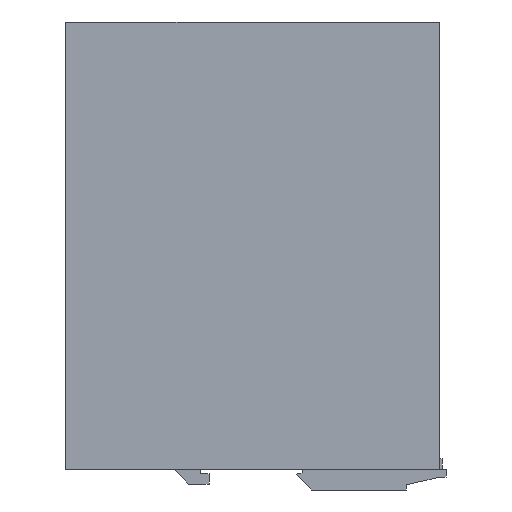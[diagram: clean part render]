
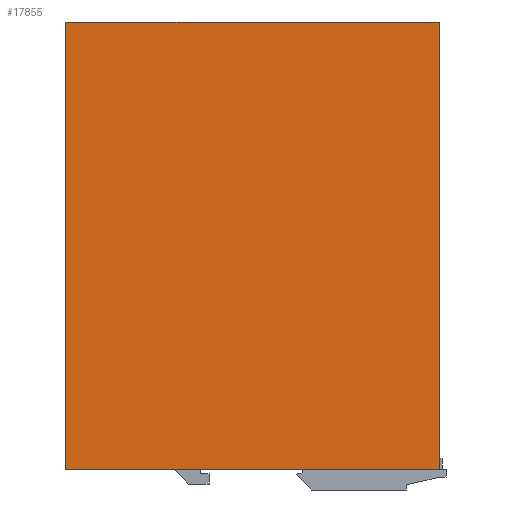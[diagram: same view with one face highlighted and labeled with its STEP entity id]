
A CAD part, left-side view. The second image highlights one B-rep face of the part: STEP entity #17855.
In plain terms, the highlighted planar face has unit normal (-1, 0, 0).
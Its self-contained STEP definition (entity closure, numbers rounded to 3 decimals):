
#259 = LINE ( 'NONE', #471, #16152 ) ;
#471 = CARTESIAN_POINT ( 'NONE',  ( -27.5, 0., 0. ) ) ;
#3117 = DIRECTION ( 'NONE',  ( 0., 0., -1. ) ) ;
#4280 = DIRECTION ( 'NONE',  ( 0., 1., 0. ) ) ;
#4466 = DIRECTION ( 'NONE',  ( 0., 0., -1. ) ) ;
#5871 = AXIS2_PLACEMENT_3D ( 'NONE', #11556, #18796, #4466 ) ;
#6355 = EDGE_LOOP ( 'NONE', ( #15067, #18661, #21263, #22502 ) ) ;
#6789 = CARTESIAN_POINT ( 'NONE',  ( -27.5, -63.5, 0. ) ) ;
#7262 = EDGE_CURVE ( 'NONE', #9531, #17462, #11251, .T. ) ;
#8311 = DIRECTION ( 'NONE',  ( 0., 1., 0. ) ) ;
#8582 = CARTESIAN_POINT ( 'NONE',  ( -27.5, 63.5, 0. ) ) ;
#9531 = VERTEX_POINT ( 'NONE', #18578 ) ;
#10243 = EDGE_CURVE ( 'NONE', #14549, #10292, #18918, .T. ) ;
#10292 = VERTEX_POINT ( 'NONE', #22981 ) ;
#10646 = EDGE_CURVE ( 'NONE', #10292, #9531, #259, .T. ) ;
#11251 = LINE ( 'NONE', #8582, #12672 ) ;
#11556 = CARTESIAN_POINT ( 'NONE',  ( -27.5, 0., 0. ) ) ;
#11787 = PLANE ( 'NONE',  #5871 ) ;
#12672 = VECTOR ( 'NONE', #3117, 1000. ) ;
#14212 = CARTESIAN_POINT ( 'NONE',  ( -27.5, 63.5, -152.1 ) ) ;
#14549 = VERTEX_POINT ( 'NONE', #17885 ) ;
#15067 = ORIENTED_EDGE ( 'NONE', *, *, #16454, .F. ) ;
#16152 = VECTOR ( 'NONE', #4280, 1000. ) ;
#16454 = EDGE_CURVE ( 'NONE', #14549, #17462, #22950, .T. ) ;
#17462 = VERTEX_POINT ( 'NONE', #14212 ) ;
#17855 = ADVANCED_FACE ( 'NONE', ( #21215 ), #11787, .F. ) ;
#17885 = CARTESIAN_POINT ( 'NONE',  ( -27.5, -63.5, -152.1 ) ) ;
#18578 = CARTESIAN_POINT ( 'NONE',  ( -27.5, 63.5, 0. ) ) ;
#18661 = ORIENTED_EDGE ( 'NONE', *, *, #10243, .T. ) ;
#18796 = DIRECTION ( 'NONE',  ( 1., 0., 0. ) ) ;
#18918 = LINE ( 'NONE', #6789, #20596 ) ;
#19027 = VECTOR ( 'NONE', #8311, 1000. ) ;
#19308 = DIRECTION ( 'NONE',  ( 0., 0., 1. ) ) ;
#20069 = CARTESIAN_POINT ( 'NONE',  ( -27.5, 0., -152.1 ) ) ;
#20596 = VECTOR ( 'NONE', #19308, 1000. ) ;
#21215 = FACE_OUTER_BOUND ( 'NONE', #6355, .T. ) ;
#21263 = ORIENTED_EDGE ( 'NONE', *, *, #10646, .T. ) ;
#22502 = ORIENTED_EDGE ( 'NONE', *, *, #7262, .T. ) ;
#22950 = LINE ( 'NONE', #20069, #19027 ) ;
#22981 = CARTESIAN_POINT ( 'NONE',  ( -27.5, -63.5, 0. ) ) ;
